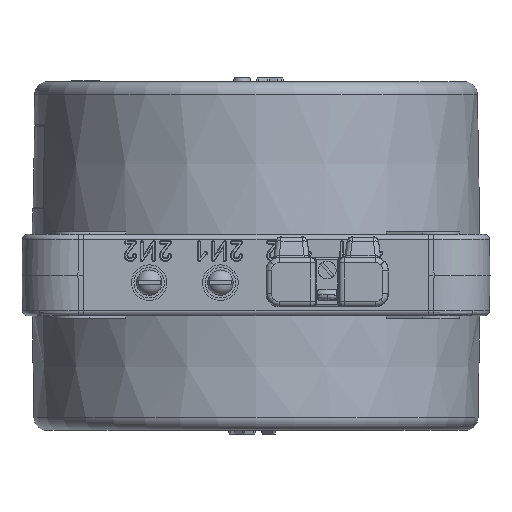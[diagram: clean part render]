
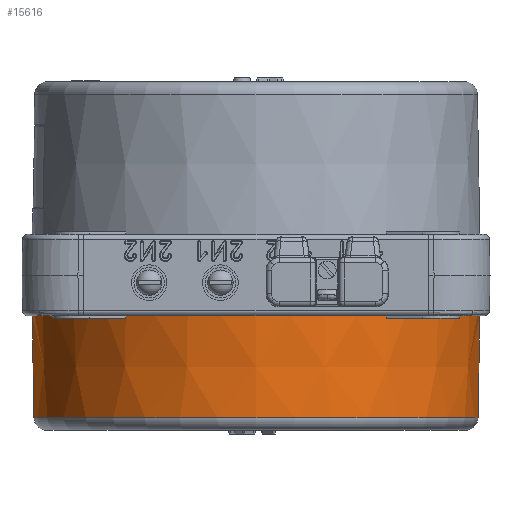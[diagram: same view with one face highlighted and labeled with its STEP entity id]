
A CAD part, front view. The second image highlights one B-rep face of the part: STEP entity #15616.
In plain terms, the highlighted conical face has half-angle 1 degrees and reference radius 88 mm.
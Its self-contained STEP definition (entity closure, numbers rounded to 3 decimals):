
#49 = EDGE_CURVE ( 'NONE', #15260, #15220, #7328, .T. ) ;
#102 = EDGE_CURVE ( 'NONE', #16057, #16061, #3354, .T. ) ;
#158 = EDGE_CURVE ( 'NONE', #16085, #15277, #3507, .T. ) ;
#2561 = AXIS2_PLACEMENT_3D ( 'NONE', #2803, #2813, #2814 ) ;
#2570 = AXIS2_PLACEMENT_3D ( 'NONE', #2938, #2935, #2939 ) ;
#2593 = AXIS2_PLACEMENT_3D ( 'NONE', #3088, #3112, #3123 ) ;
#2803 = CARTESIAN_POINT ( 'NONE',  ( 0., 0., -61.587 ) ) ;
#2813 = DIRECTION ( 'NONE',  ( 0., 0., 1. ) ) ;
#2814 = DIRECTION ( 'NONE',  ( 1., 0., 0. ) ) ;
#2935 = DIRECTION ( 'NONE',  ( 0., 0., -1. ) ) ;
#2938 = CARTESIAN_POINT ( 'NONE',  ( 0., 0., -21.5 ) ) ;
#2939 = DIRECTION ( 'NONE',  ( -1., 0., 0. ) ) ;
#3088 = CARTESIAN_POINT ( 'NONE',  ( 0., 0., -21.5 ) ) ;
#3112 = DIRECTION ( 'NONE',  ( 0., 0., -1. ) ) ;
#3123 = DIRECTION ( 'NONE',  ( -1., 0., 0. ) ) ;
#3354 = CIRCLE ( 'NONE', #2570, 88. ) ;
#3507 = CIRCLE ( 'NONE', #2593, 88. ) ;
#7328 = CIRCLE ( 'NONE', #2561, 87.3 ) ;
#7538 = EDGE_LOOP ( 'NONE', ( #18008, #18013, #18025, #18016, #18081, #18053, #18037, #18032 ) ) ;
#9955 = CONICAL_SURFACE ( 'NONE', #13045, 88., 0.017 ) ;
#9995 = FACE_OUTER_BOUND ( 'NONE', #7538, .T. ) ;
#10128 = CIRCLE ( 'NONE', #13162, 88. ) ;
#10138 = CIRCLE ( 'NONE', #13132, 88. ) ;
#10172 = VECTOR ( 'NONE', #13307, 1000. ) ;
#10184 = LINE ( 'NONE', #13329, #10172 ) ;
#10214 = CIRCLE ( 'NONE', #13192, 88. ) ;
#10262 = LINE ( 'NONE', #13606, #10280 ) ;
#10280 = VECTOR ( 'NONE', #13586, 1000. ) ;
#11096 = CARTESIAN_POINT ( 'NONE',  ( 87.3, 0., -61.587 ) ) ;
#11119 = CARTESIAN_POINT ( 'NONE',  ( -88., 0., -21.5 ) ) ;
#11133 = CARTESIAN_POINT ( 'NONE',  ( -87.3, 0., -61.587 ) ) ;
#11138 = CARTESIAN_POINT ( 'NONE',  ( 88., 0., -21.5 ) ) ;
#12506 = DIRECTION ( 'NONE',  ( 0., 0., 1. ) ) ;
#12524 = DIRECTION ( 'NONE',  ( 1., 0., 0. ) ) ;
#12545 = CARTESIAN_POINT ( 'NONE',  ( 0., 0., -21.5 ) ) ;
#12944 = CARTESIAN_POINT ( 'NONE',  ( 0., 0., -21.5 ) ) ;
#12960 = DIRECTION ( 'NONE',  ( 0., 0., 1. ) ) ;
#12961 = DIRECTION ( 'NONE',  ( -1., 0., 0. ) ) ;
#12971 = DIRECTION ( 'NONE',  ( 0., 0., 1. ) ) ;
#12973 = DIRECTION ( 'NONE',  ( -1., 0., 0. ) ) ;
#12979 = CARTESIAN_POINT ( 'NONE',  ( 0., 0., -21.5 ) ) ;
#13045 = AXIS2_PLACEMENT_3D ( 'NONE', #12545, #12506, #12524 ) ;
#13132 = AXIS2_PLACEMENT_3D ( 'NONE', #12979, #12971, #12973 ) ;
#13162 = AXIS2_PLACEMENT_3D ( 'NONE', #12944, #12960, #12961 ) ;
#13192 = AXIS2_PLACEMENT_3D ( 'NONE', #13368, #13332, #13364 ) ;
#13307 = DIRECTION ( 'NONE',  ( -0.017, 0., 1. ) ) ;
#13329 = CARTESIAN_POINT ( 'NONE',  ( -88., 0., -21.5 ) ) ;
#13332 = DIRECTION ( 'NONE',  ( 0., 0., -1. ) ) ;
#13364 = DIRECTION ( 'NONE',  ( -1., 0., 0. ) ) ;
#13368 = CARTESIAN_POINT ( 'NONE',  ( 0., 0., -21.5 ) ) ;
#13586 = DIRECTION ( 'NONE',  ( 0.017, 0., 1. ) ) ;
#13606 = CARTESIAN_POINT ( 'NONE',  ( 88., 0., -21.5 ) ) ;
#13923 = CARTESIAN_POINT ( 'NONE',  ( -51.253, -71.534, -21.5 ) ) ;
#13940 = CARTESIAN_POINT ( 'NONE',  ( 51.253, -71.534, -21.5 ) ) ;
#13958 = CARTESIAN_POINT ( 'NONE',  ( -71.534, -51.253, -21.5 ) ) ;
#13980 = CARTESIAN_POINT ( 'NONE',  ( 71.534, -51.253, -21.5 ) ) ;
#15220 = VERTEX_POINT ( 'NONE', #11096 ) ;
#15260 = VERTEX_POINT ( 'NONE', #11133 ) ;
#15277 = VERTEX_POINT ( 'NONE', #11119 ) ;
#15279 = VERTEX_POINT ( 'NONE', #11138 ) ;
#15616 = ADVANCED_FACE ( 'NONE', ( #9995 ), #9955, .T. ) ;
#15726 = EDGE_CURVE ( 'NONE', #16085, #16061, #10128, .T. ) ;
#15737 = EDGE_CURVE ( 'NONE', #16057, #16046, #10138, .T. ) ;
#15779 = EDGE_CURVE ( 'NONE', #15260, #15277, #10184, .T. ) ;
#15790 = EDGE_CURVE ( 'NONE', #15279, #16046, #10214, .T. ) ;
#15863 = EDGE_CURVE ( 'NONE', #15220, #15279, #10262, .T. ) ;
#16046 = VERTEX_POINT ( 'NONE', #13980 ) ;
#16057 = VERTEX_POINT ( 'NONE', #13940 ) ;
#16061 = VERTEX_POINT ( 'NONE', #13923 ) ;
#16085 = VERTEX_POINT ( 'NONE', #13958 ) ;
#18008 = ORIENTED_EDGE ( 'NONE', *, *, #15779, .F. ) ;
#18013 = ORIENTED_EDGE ( 'NONE', *, *, #49, .T. ) ;
#18016 = ORIENTED_EDGE ( 'NONE', *, *, #15790, .T. ) ;
#18025 = ORIENTED_EDGE ( 'NONE', *, *, #15863, .T. ) ;
#18032 = ORIENTED_EDGE ( 'NONE', *, *, #158, .T. ) ;
#18037 = ORIENTED_EDGE ( 'NONE', *, *, #15726, .F. ) ;
#18053 = ORIENTED_EDGE ( 'NONE', *, *, #102, .T. ) ;
#18081 = ORIENTED_EDGE ( 'NONE', *, *, #15737, .F. ) ;
